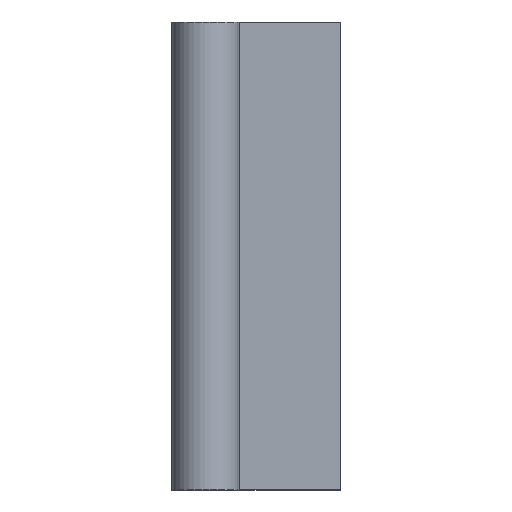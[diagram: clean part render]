
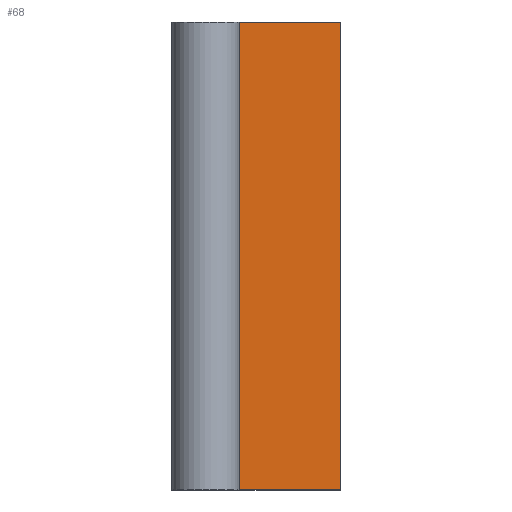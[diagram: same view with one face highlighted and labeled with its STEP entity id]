
A CAD part, top view. The second image highlights one B-rep face of the part: STEP entity #68.
In plain terms, the highlighted planar face has unit normal (0, 0, 1).
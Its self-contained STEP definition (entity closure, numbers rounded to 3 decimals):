
#68 = ADVANCED_FACE( '', ( #145 ), #146, .T. );
#145 = FACE_OUTER_BOUND( '', #227, .T. );
#146 = PLANE( '', #228 );
#227 = EDGE_LOOP( '', ( #364, #365, #366, #367 ) );
#228 = AXIS2_PLACEMENT_3D( '', #368, #369, #370 );
#364 = ORIENTED_EDGE( '', *, *, #506, .F. );
#365 = ORIENTED_EDGE( '', *, *, #533, .F. );
#366 = ORIENTED_EDGE( '', *, *, #522, .T. );
#367 = ORIENTED_EDGE( '', *, *, #534, .T. );
#368 = CARTESIAN_POINT( '', ( -1.8, -25., -1.35 ) );
#369 = DIRECTION( '', ( 0., 0., 1. ) );
#370 = DIRECTION( '', ( 1., 0., 0. ) );
#506 = EDGE_CURVE( '', #606, #608, #609, .T. );
#522 = EDGE_CURVE( '', #626, #632, #634, .T. );
#533 = EDGE_CURVE( '', #626, #606, #649, .T. );
#534 = EDGE_CURVE( '', #632, #608, #650, .T. );
#606 = VERTEX_POINT( '', #744 );
#608 = VERTEX_POINT( '', #746 );
#609 = LINE( '', #747, #748 );
#626 = VERTEX_POINT( '', #772 );
#632 = VERTEX_POINT( '', #780 );
#634 = LINE( '', #783, #784 );
#649 = LINE( '', #805, #806 );
#650 = LINE( '', #807, #808 );
#744 = CARTESIAN_POINT( '', ( -1.8, 25., -1.35 ) );
#746 = CARTESIAN_POINT( '', ( 9., 25., -1.35 ) );
#747 = CARTESIAN_POINT( '', ( -1.8, 25., -1.35 ) );
#748 = VECTOR( '', #875, 1000. );
#772 = CARTESIAN_POINT( '', ( -1.8, -25., -1.35 ) );
#780 = CARTESIAN_POINT( '', ( 9., -25., -1.35 ) );
#783 = CARTESIAN_POINT( '', ( -1.8, -25., -1.35 ) );
#784 = VECTOR( '', #895, 1000. );
#805 = CARTESIAN_POINT( '', ( -1.8, -25., -1.35 ) );
#806 = VECTOR( '', #902, 1000. );
#807 = CARTESIAN_POINT( '', ( 9., -25., -1.35 ) );
#808 = VECTOR( '', #903, 1000. );
#875 = DIRECTION( '', ( 1., 0., 0. ) );
#895 = DIRECTION( '', ( 1., 0., 0. ) );
#902 = DIRECTION( '', ( 0., 1., 0. ) );
#903 = DIRECTION( '', ( 0., 1., 0. ) );
